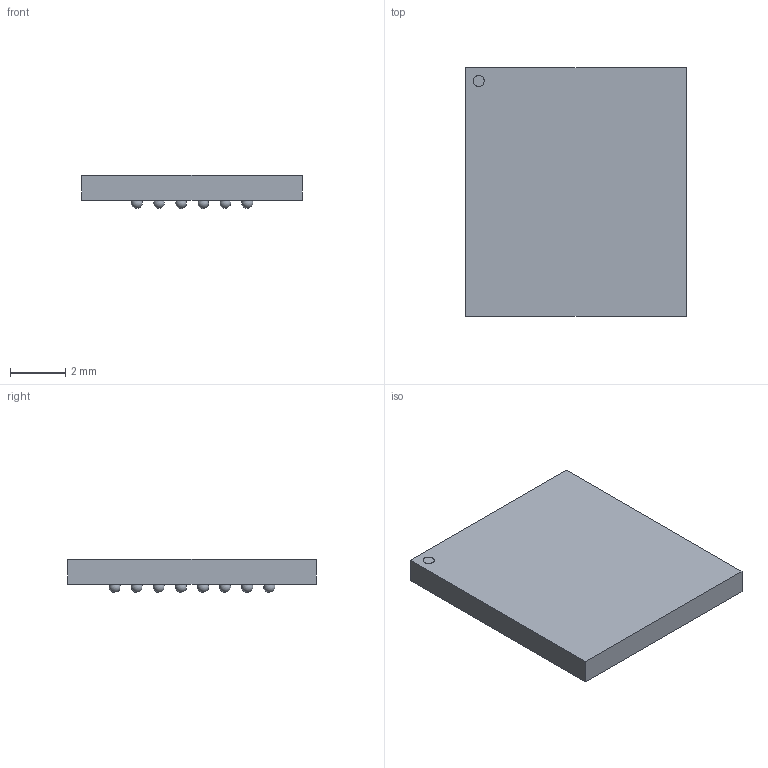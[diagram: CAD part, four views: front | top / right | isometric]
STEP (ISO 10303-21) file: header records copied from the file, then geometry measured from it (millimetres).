
FILE_DESCRIPTION(/* description */ ('model of BGA-48_6x8_8.0x9.0mm_Pitch0.8mm'),/* implementation_level */ '2;1');
FILE_NAME(/* name */ 'BGA-48_6x8_8.0x9.0mm_Pitch0.8mm.step',/* time_stamp */ '2017-04-03T16:34:56',/* author */ ('kicad StepUp','ksu'),/* organization */ ('FreeCAD'),/* preprocessor_version */ 'OCC',/* originating_system */ 'kicad StepUp',/* authorisation */ '');
FILE_SCHEMA(('AUTOMOTIVE_DESIGN_CC2 { 1 2 10303 214 -1 1 5 4 }'));
Length unit declared in the file: millimetre
Products named in the file (1): BGA-48_6x8_8.0x9.0mm_Pitch0.8mm
Bounding box: 8 x 9 x 1.2 mm (x, y, z)
Volume: 65.5 mm3; surface area: 181.4 mm2
Topology: 1 solids, 1 shells, 32 faces, 87 edges, 58 vertices
Faces by surface type: sphere 24, plane 7, cylinder 1
Full cylindrical faces by diameter (mm): 0.4 x1
Entity records: 1159 total; most frequent: DIRECTION 179, CARTESIAN_POINT 154, ORIENTED_EDGE 126, AXIS2_PLACEMENT_3D 83, EDGE_CURVE 63, VERTEX_POINT 58, FACE_BOUND 57, EDGE_LOOP 57
